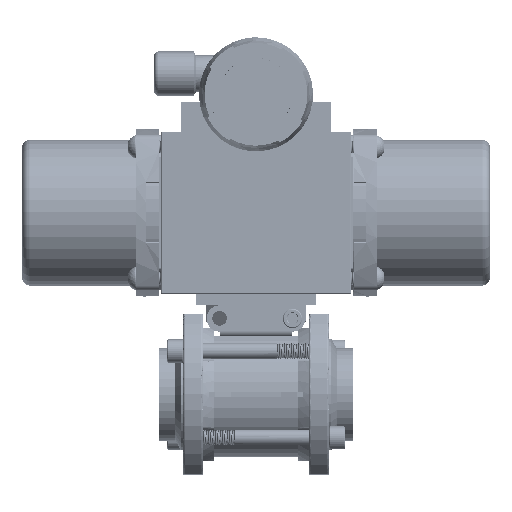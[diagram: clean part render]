
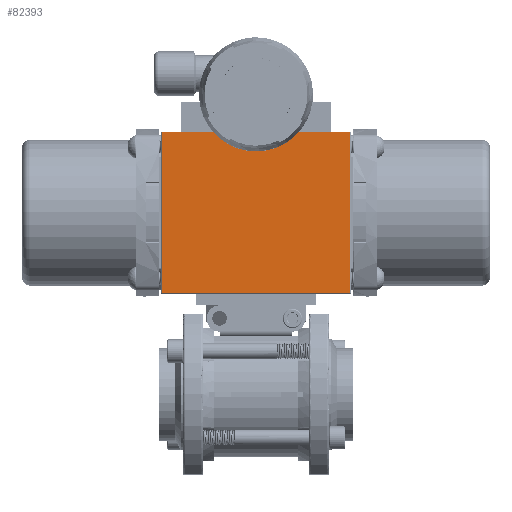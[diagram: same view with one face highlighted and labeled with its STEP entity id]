
A CAD part, top view. The second image highlights one B-rep face of the part: STEP entity #82393.
In plain terms, the highlighted planar face has unit normal (0, 0, 1).
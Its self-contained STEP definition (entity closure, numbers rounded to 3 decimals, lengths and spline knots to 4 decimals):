
#3357 = VERTEX_POINT ( 'NONE', #10326 ) ;
#6238 = CARTESIAN_POINT ( 'NONE',  ( -2.273, 6.303, 1.55 ) ) ;
#7885 = EDGE_CURVE ( 'NONE', #25689, #130048, #135339, .T. ) ;
#9055 = EDGE_CURVE ( 'NONE', #53146, #25689, #139493, .T. ) ;
#9313 = FACE_OUTER_BOUND ( 'NONE', #45631, .T. ) ;
#10326 = CARTESIAN_POINT ( 'NONE',  ( -2.253, 2.423, 1.55 ) ) ;
#13854 = DIRECTION ( 'NONE',  ( 0., 1., 0. ) ) ;
#15550 = DIRECTION ( 'NONE',  ( -1., 0., 0. ) ) ;
#25689 = VERTEX_POINT ( 'NONE', #41020 ) ;
#30809 = ORIENTED_EDGE ( 'NONE', *, *, #99696, .T. ) ;
#35300 = VECTOR ( 'NONE', #97355, 39.3701 ) ;
#41020 = CARTESIAN_POINT ( 'NONE',  ( 2.253, 6.283, 1.55 ) ) ;
#42276 = CARTESIAN_POINT ( 'NONE',  ( 2.253, 6.303, 1.55 ) ) ;
#45631 = EDGE_LOOP ( 'NONE', ( #181488, #94184, #58347, #30809 ) ) ;
#49075 = DIRECTION ( 'NONE',  ( 0., 0., -1. ) ) ;
#52782 = CARTESIAN_POINT ( 'NONE',  ( -2.253, 2.403, 1.55 ) ) ;
#53146 = VERTEX_POINT ( 'NONE', #158917 ) ;
#58347 = ORIENTED_EDGE ( 'NONE', *, *, #58618, .T. ) ;
#58618 = EDGE_CURVE ( 'NONE', #130048, #3357, #66668, .T. ) ;
#66668 = LINE ( 'NONE', #52782, #177474 ) ;
#82393 = ADVANCED_FACE ( 'NONE', ( #9313 ), #179319, .F. ) ;
#94184 = ORIENTED_EDGE ( 'NONE', *, *, #7885, .T. ) ;
#95920 = CARTESIAN_POINT ( 'NONE',  ( -2.253, 6.283, 1.55 ) ) ;
#96657 = VECTOR ( 'NONE', #13854, 39.3701 ) ;
#97029 = VECTOR ( 'NONE', #15550, 39.3701 ) ;
#97355 = DIRECTION ( 'NONE',  ( 1., 0., 0. ) ) ;
#99696 = EDGE_CURVE ( 'NONE', #3357, #53146, #150620, .T. ) ;
#107298 = DIRECTION ( 'NONE',  ( 0., -1., 0. ) ) ;
#110372 = DIRECTION ( 'NONE',  ( 0., -1., 0. ) ) ;
#130048 = VERTEX_POINT ( 'NONE', #95920 ) ;
#135339 = LINE ( 'NONE', #145004, #97029 ) ;
#139493 = LINE ( 'NONE', #42276, #96657 ) ;
#145004 = CARTESIAN_POINT ( 'NONE',  ( -2.273, 6.283, 1.55 ) ) ;
#150620 = LINE ( 'NONE', #183919, #35300 ) ;
#158917 = CARTESIAN_POINT ( 'NONE',  ( 2.253, 2.423, 1.55 ) ) ;
#170463 = AXIS2_PLACEMENT_3D ( 'NONE', #6238, #49075, #107298 ) ;
#177474 = VECTOR ( 'NONE', #110372, 39.3701 ) ;
#179319 = PLANE ( 'NONE',  #170463 ) ;
#181488 = ORIENTED_EDGE ( 'NONE', *, *, #9055, .T. ) ;
#183919 = CARTESIAN_POINT ( 'NONE',  ( -2.273, 2.423, 1.55 ) ) ;
